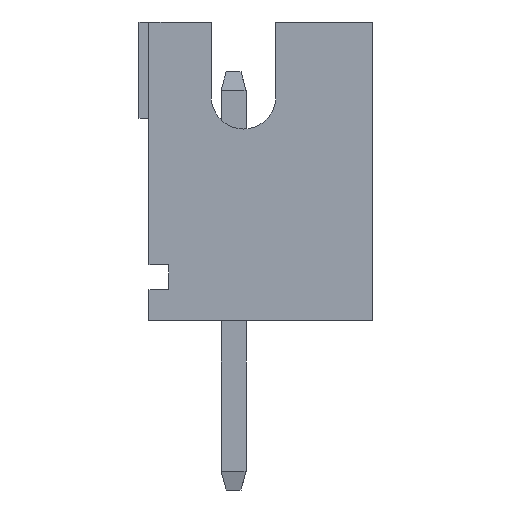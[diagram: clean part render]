
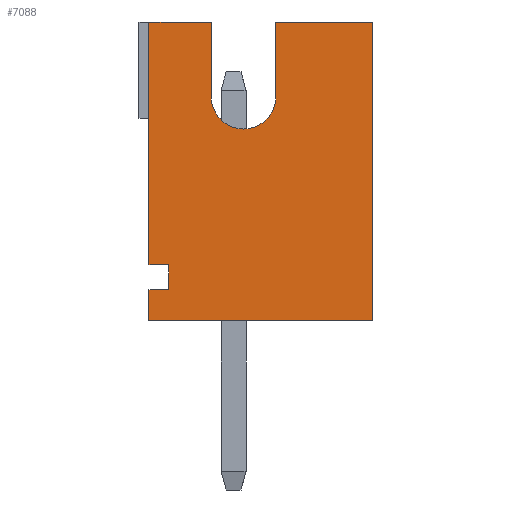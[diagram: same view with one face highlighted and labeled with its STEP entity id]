
A CAD part, left-side view. The second image highlights one B-rep face of the part: STEP entity #7088.
In plain terms, the highlighted planar face has unit normal (-1, 0, 0).
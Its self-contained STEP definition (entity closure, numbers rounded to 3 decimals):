
#19=CIRCLE('',#7458,0.65);
#280=FACE_OUTER_BOUND('',#684,.T.);
#684=EDGE_LOOP('',(#5499,#5500,#5501,#5502,#5503,#5504,#5505,#5506,#5507,
#5508,#5509,#5510));
#1118=LINE('',#9894,#2053);
#1170=LINE('',#10003,#2105);
#1410=LINE('',#10483,#2345);
#1446=LINE('',#10557,#2381);
#1447=LINE('',#10560,#2382);
#1463=LINE('',#10591,#2398);
#1465=LINE('',#10596,#2400);
#1472=LINE('',#10612,#2407);
#1474=LINE('',#10615,#2409);
#1476=LINE('',#10619,#2411);
#1509=LINE('',#10686,#2444);
#2053=VECTOR('',#8118,6.);
#2105=VECTOR('',#8188,4.875);
#2345=VECTOR('',#8576,1.25);
#2381=VECTOR('',#8646,1.95);
#2382=VECTOR('',#8649,4.5);
#2398=VECTOR('',#8683,1.5);
#2400=VECTOR('',#8687,1.5);
#2407=VECTOR('',#8708,0.5);
#2409=VECTOR('',#8712,0.4);
#2411=VECTOR('',#8716,0.4);
#2444=VECTOR('',#8753,0.625);
#2895=VERTEX_POINT('',#9891);
#2896=VERTEX_POINT('',#9893);
#2943=VERTEX_POINT('',#10000);
#2944=VERTEX_POINT('',#10002);
#3110=VERTEX_POINT('',#10482);
#3131=VERTEX_POINT('',#10555);
#3132=VERTEX_POINT('',#10559);
#3138=VERTEX_POINT('',#10589);
#3140=VERTEX_POINT('',#10595);
#3141=VERTEX_POINT('',#10609);
#3142=VERTEX_POINT('',#10611);
#3143=VERTEX_POINT('',#10617);
#3593=EDGE_CURVE('',#2896,#2895,#1118,.T.);
#3645=EDGE_CURVE('',#2943,#2944,#1170,.T.);
#3885=EDGE_CURVE('',#2944,#3110,#1410,.T.);
#3923=EDGE_CURVE('',#3131,#2895,#1446,.T.);
#3924=EDGE_CURVE('',#3132,#2896,#1447,.T.);
#3940=EDGE_CURVE('',#3131,#3138,#1463,.T.);
#3942=EDGE_CURVE('',#3140,#3110,#1465,.T.);
#3945=EDGE_CURVE('',#3138,#3140,#19,.T.);
#3951=EDGE_CURVE('',#3142,#3141,#1472,.T.);
#3953=EDGE_CURVE('',#2943,#3142,#1474,.T.);
#3955=EDGE_CURVE('',#3141,#3143,#1476,.T.);
#3988=EDGE_CURVE('',#3132,#3143,#1509,.T.);
#5499=ORIENTED_EDGE('',*,*,#3942,.T.);
#5500=ORIENTED_EDGE('',*,*,#3885,.F.);
#5501=ORIENTED_EDGE('',*,*,#3645,.F.);
#5502=ORIENTED_EDGE('',*,*,#3953,.T.);
#5503=ORIENTED_EDGE('',*,*,#3951,.T.);
#5504=ORIENTED_EDGE('',*,*,#3955,.T.);
#5505=ORIENTED_EDGE('',*,*,#3988,.F.);
#5506=ORIENTED_EDGE('',*,*,#3924,.T.);
#5507=ORIENTED_EDGE('',*,*,#3593,.T.);
#5508=ORIENTED_EDGE('',*,*,#3923,.F.);
#5509=ORIENTED_EDGE('',*,*,#3940,.T.);
#5510=ORIENTED_EDGE('',*,*,#3945,.T.);
#6347=PLANE('',#7466);
#7088=ADVANCED_FACE('',(#280),#6347,.T.);
#7458=AXIS2_PLACEMENT_3D('',#10600,#8693,#8694);
#7466=AXIS2_PLACEMENT_3D('',#10685,#8751,#8752);
#8118=DIRECTION('',(0.,0.,1.));
#8188=DIRECTION('',(0.,0.,1.));
#8576=DIRECTION('',(0.,-1.,0.));
#8646=DIRECTION('',(0.,-1.,0.));
#8649=DIRECTION('',(0.,-1.,0.));
#8683=DIRECTION('',(0.,0.,-1.));
#8687=DIRECTION('',(0.,0.,1.));
#8693=DIRECTION('center_axis',(1.,0.,0.));
#8694=DIRECTION('ref_axis',(0.,-1.,0.));
#8708=DIRECTION('',(0.,0.,-1.));
#8712=DIRECTION('',(0.,-1.,0.));
#8716=DIRECTION('',(0.,1.,0.));
#8751=DIRECTION('center_axis',(-1.,0.,0.));
#8752=DIRECTION('ref_axis',(0.,-1.,0.));
#8753=DIRECTION('',(0.,0.,1.));
#9891=CARTESIAN_POINT('',(-8.95,-2.8,6.));
#9893=CARTESIAN_POINT('',(-8.95,-2.8,0.));
#9894=CARTESIAN_POINT('',(-8.95,-2.8,0.225));
#10000=CARTESIAN_POINT('',(-8.95,1.7,1.125));
#10002=CARTESIAN_POINT('',(-8.95,1.7,6.));
#10003=CARTESIAN_POINT('',(-8.95,1.7,0.3));
#10482=CARTESIAN_POINT('',(-8.95,0.45,6.));
#10483=CARTESIAN_POINT('',(-8.95,1.7,6.));
#10555=CARTESIAN_POINT('',(-8.95,-0.85,6.));
#10557=CARTESIAN_POINT('',(-8.95,1.7,6.));
#10559=CARTESIAN_POINT('',(-8.95,1.7,0.));
#10560=CARTESIAN_POINT('',(-8.95,1.7,0.));
#10589=CARTESIAN_POINT('',(-8.95,-0.85,4.5));
#10591=CARTESIAN_POINT('',(-8.95,-0.85,3.15));
#10595=CARTESIAN_POINT('',(-8.95,0.45,4.5));
#10596=CARTESIAN_POINT('',(-8.95,0.45,2.4));
#10600=CARTESIAN_POINT('Origin',(-8.95,-0.2,4.5));
#10609=CARTESIAN_POINT('',(-8.95,1.3,0.625));
#10611=CARTESIAN_POINT('',(-8.95,1.3,1.125));
#10612=CARTESIAN_POINT('',(-8.95,1.3,0.713));
#10615=CARTESIAN_POINT('',(-8.95,1.7,1.125));
#10617=CARTESIAN_POINT('',(-8.95,1.7,0.625));
#10619=CARTESIAN_POINT('',(-8.95,1.5,0.625));
#10685=CARTESIAN_POINT('Origin',(-8.95,1.7,0.3));
#10686=CARTESIAN_POINT('',(-8.95,1.7,0.));
